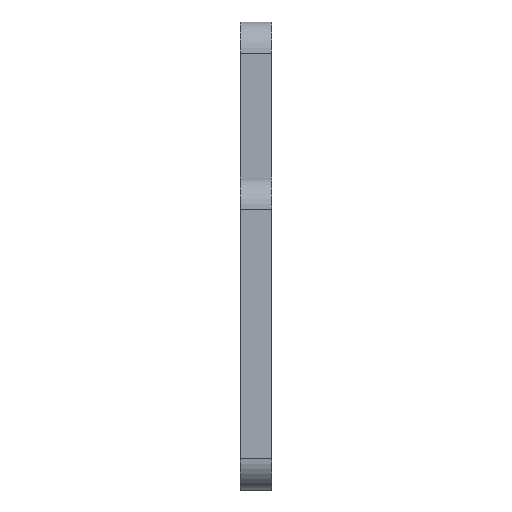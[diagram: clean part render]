
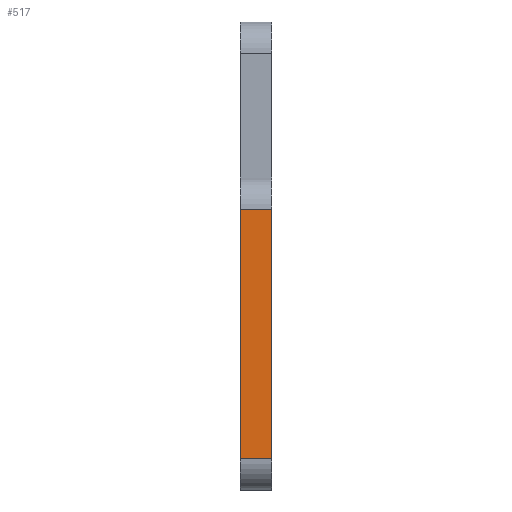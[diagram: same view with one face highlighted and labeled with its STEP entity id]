
A CAD part, left-side view. The second image highlights one B-rep face of the part: STEP entity #517.
In plain terms, the highlighted planar face has unit normal (-1, 0, 0).
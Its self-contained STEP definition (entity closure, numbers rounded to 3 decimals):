
#26 = CARTESIAN_POINT ( 'NONE',  ( -14., 1., -1. ) ) ;
#50 = VECTOR ( 'NONE', #219, 1000. ) ;
#66 = CARTESIAN_POINT ( 'NONE',  ( -14., 0., 0. ) ) ;
#91 = LINE ( 'NONE', #66, #275 ) ;
#111 = VERTEX_POINT ( 'NONE', #649 ) ;
#124 = CARTESIAN_POINT ( 'NONE',  ( -14., 1., -9. ) ) ;
#165 = CARTESIAN_POINT ( 'NONE',  ( -14., 1., -1. ) ) ;
#166 = AXIS2_PLACEMENT_3D ( 'NONE', #641, #414, #576 ) ;
#211 = LINE ( 'NONE', #530, #670 ) ;
#219 = DIRECTION ( 'NONE',  ( 0., 1., 0. ) ) ;
#242 = CARTESIAN_POINT ( 'NONE',  ( -14., 0., -9. ) ) ;
#275 = VECTOR ( 'NONE', #570, 1000. ) ;
#276 = CARTESIAN_POINT ( 'NONE',  ( -14., 1., -9. ) ) ;
#298 = ORIENTED_EDGE ( 'NONE', *, *, #420, .T. ) ;
#354 = VECTOR ( 'NONE', #631, 1000. ) ;
#363 = FACE_OUTER_BOUND ( 'NONE', #620, .T. ) ;
#377 = EDGE_CURVE ( 'NONE', #501, #564, #504, .T. ) ;
#394 = ORIENTED_EDGE ( 'NONE', *, *, #497, .T. ) ;
#414 = DIRECTION ( 'NONE',  ( 1., 0., 0. ) ) ;
#420 = EDGE_CURVE ( 'NONE', #564, #111, #91, .T. ) ;
#464 = ORIENTED_EDGE ( 'NONE', *, *, #560, .F. ) ;
#465 = DIRECTION ( 'NONE',  ( 0., 0., 1. ) ) ;
#497 = EDGE_CURVE ( 'NONE', #111, #528, #512, .T. ) ;
#501 = VERTEX_POINT ( 'NONE', #124 ) ;
#504 = LINE ( 'NONE', #276, #354 ) ;
#512 = LINE ( 'NONE', #165, #50 ) ;
#517 = ADVANCED_FACE ( 'NONE', ( #363 ), #582, .F. ) ;
#528 = VERTEX_POINT ( 'NONE', #26 ) ;
#530 = CARTESIAN_POINT ( 'NONE',  ( -14., 1., 0. ) ) ;
#560 = EDGE_CURVE ( 'NONE', #501, #528, #211, .T. ) ;
#564 = VERTEX_POINT ( 'NONE', #242 ) ;
#570 = DIRECTION ( 'NONE',  ( 0., 0., 1. ) ) ;
#576 = DIRECTION ( 'NONE',  ( 0., 0., -1. ) ) ;
#582 = PLANE ( 'NONE',  #166 ) ;
#620 = EDGE_LOOP ( 'NONE', ( #298, #394, #464, #630 ) ) ;
#630 = ORIENTED_EDGE ( 'NONE', *, *, #377, .T. ) ;
#631 = DIRECTION ( 'NONE',  ( 0., -1., 0. ) ) ;
#641 = CARTESIAN_POINT ( 'NONE',  ( -14., 1., 0. ) ) ;
#649 = CARTESIAN_POINT ( 'NONE',  ( -14., 0., -1. ) ) ;
#670 = VECTOR ( 'NONE', #465, 1000. ) ;
